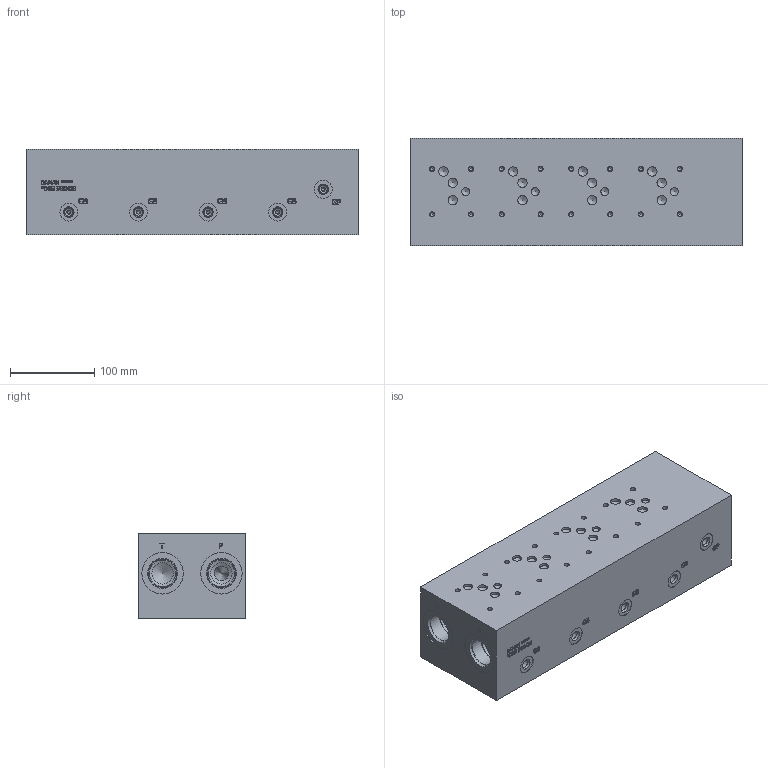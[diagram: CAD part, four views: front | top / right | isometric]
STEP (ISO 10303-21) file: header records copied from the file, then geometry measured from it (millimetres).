
FILE_DESCRIPTION(/* description */ (''),/* implementation_level */ '2;1');
FILE_NAME(/* name */ '_D05HPB043S.stp',/* time_stamp */ '2021-01-28T16:45:16-05:00',/* author */ ('alexanderw'),/* organization */ (''),/* preprocessor_version */ 'ST-DEVELOPER v17',/* originating_system */ 'Autodesk Inventor 2019',/* authorisation */ '');
FILE_SCHEMA (('AUTOMOTIVE_DESIGN { 1 0 10303 214 3 1 1 }'));
Length unit declared in the file: millimetre
Products named in the file (1): Part_AD05HPB043S_3D
Bounding box: 393.7 x 127 x 101.6 mm (x, y, z)
Volume: 4709404.3 mm3; surface area: 265062.9 mm2
Topology: 1 solids, 1 shells, 1351 faces, 3661 edges, 2466 vertices
Faces by surface type: plane 659, bspline 380, cylinder 174, cone 138
Full cylindrical faces by diameter (mm): 5.004 x16, 5.994 x16, 7.925 x4, 9.525 x17, 9.881 x9, 11.125 x21, 12.395 x8, 21.285 x9, 22.225 x8, 24.917 x8, 25.4 x4, 26.99 x1, 27 x7, 27.432 x8, 28.575 x2, 31.267 x6, 33.34 x2, 33.35 x4, 33.757 x6, 35.509 x4, 42.037 x8, 49.124 x6
Entity records: 45698 total; most frequent: CARTESIAN_POINT 12762, ORIENTED_EDGE 7220, DIRECTION 5406, EDGE_CURVE 3610, VERTEX_POINT 2466, LINE 2196, VECTOR 2196, AXIS2_PLACEMENT_3D 1605
